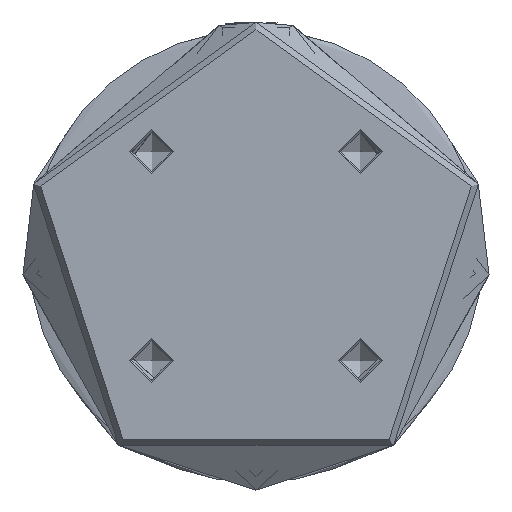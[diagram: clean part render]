
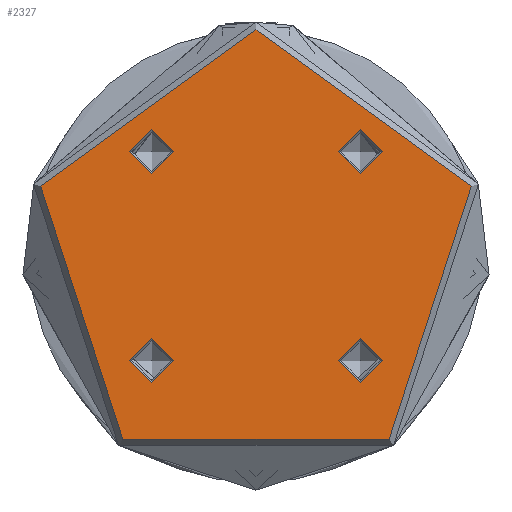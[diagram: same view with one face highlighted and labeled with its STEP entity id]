
A CAD part, front view. The second image highlights one B-rep face of the part: STEP entity #2327.
In plain terms, the highlighted face is planar.
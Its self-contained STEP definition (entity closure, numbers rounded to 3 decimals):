
#2 = ORIENTED_EDGE ( 'NONE', *, *, #4596, .F. ) ;
#89 = EDGE_LOOP ( 'NONE', ( #2 ) ) ;
#267 = FACE_OUTER_BOUND ( 'NONE', #3926, .T. ) ;
#269 = CARTESIAN_POINT ( 'NONE',  ( 16.713, 21.213, 0. ) ) ;
#314 = CIRCLE ( 'NONE', #3708, 4.5 ) ;
#317 = CIRCLE ( 'NONE', #5450, 4.5 ) ;
#332 = FACE_BOUND ( 'NONE', #1834, .T. ) ;
#401 = FACE_BOUND ( 'NONE', #89, .T. ) ;
#418 = CARTESIAN_POINT ( 'NONE',  ( -21.213, 21.213, 0. ) ) ;
#453 = CARTESIAN_POINT ( 'NONE',  ( 0., 0., 0. ) ) ;
#501 = DIRECTION ( 'NONE',  ( 0., 0., 1. ) ) ;
#526 = EDGE_CURVE ( 'NONE', #2015, #2015, #5001, .T. ) ;
#529 = EDGE_CURVE ( 'NONE', #4571, #4571, #314, .T. ) ;
#533 = FACE_BOUND ( 'NONE', #3520, .T. ) ;
#602 = FACE_BOUND ( 'NONE', #4665, .T. ) ;
#621 = ORIENTED_EDGE ( 'NONE', *, *, #2513, .T. ) ;
#852 = DIRECTION ( 'NONE',  ( 1., 0., 0. ) ) ;
#887 = DIRECTION ( 'NONE',  ( 1., 0., 0. ) ) ;
#1168 = CARTESIAN_POINT ( 'NONE',  ( 46., 0., 0. ) ) ;
#1665 = AXIS2_PLACEMENT_3D ( 'NONE', #453, #3480, #887 ) ;
#1784 = VERTEX_POINT ( 'NONE', #1168 ) ;
#1785 = VERTEX_POINT ( 'NONE', #3754 ) ;
#1834 = EDGE_LOOP ( 'NONE', ( #2301 ) ) ;
#1847 = DIRECTION ( 'NONE',  ( 0., 0., -1. ) ) ;
#1903 = CARTESIAN_POINT ( 'NONE',  ( -21.213, -21.213, 0. ) ) ;
#2015 = VERTEX_POINT ( 'NONE', #269 ) ;
#2101 = DIRECTION ( 'NONE',  ( 0., 0., -1. ) ) ;
#2301 = ORIENTED_EDGE ( 'NONE', *, *, #526, .F. ) ;
#2327 = ADVANCED_FACE ( 'NONE', ( #332, #602, #533, #401, #267 ), #3765, .F. ) ;
#2330 = DIRECTION ( 'NONE',  ( 1., 0., 0. ) ) ;
#2424 = EDGE_CURVE ( 'NONE', #1785, #1785, #317, .T. ) ;
#2513 = EDGE_CURVE ( 'NONE', #1784, #1784, #3389, .T. ) ;
#2530 = VERTEX_POINT ( 'NONE', #5025 ) ;
#2864 = AXIS2_PLACEMENT_3D ( 'NONE', #3116, #501, #3525 ) ;
#3116 = CARTESIAN_POINT ( 'NONE',  ( 21.213, 21.213, 0. ) ) ;
#3312 = CARTESIAN_POINT ( 'NONE',  ( 16.713, -21.213, 0. ) ) ;
#3389 = CIRCLE ( 'NONE', #1665, 46. ) ;
#3439 = DIRECTION ( 'NONE',  ( 0., 0., -1. ) ) ;
#3480 = DIRECTION ( 'NONE',  ( 0., 0., 1. ) ) ;
#3520 = EDGE_LOOP ( 'NONE', ( #5357 ) ) ;
#3525 = DIRECTION ( 'NONE',  ( -1., 0., 0. ) ) ;
#3708 = AXIS2_PLACEMENT_3D ( 'NONE', #4376, #1847, #4798 ) ;
#3754 = CARTESIAN_POINT ( 'NONE',  ( -16.713, 21.213, 0. ) ) ;
#3765 = PLANE ( 'NONE',  #5164 ) ;
#3926 = EDGE_LOOP ( 'NONE', ( #621 ) ) ;
#4127 = AXIS2_PLACEMENT_3D ( 'NONE', #1903, #4845, #2330 ) ;
#4253 = ORIENTED_EDGE ( 'NONE', *, *, #2424, .T. ) ;
#4376 = CARTESIAN_POINT ( 'NONE',  ( 21.213, -21.213, 0. ) ) ;
#4515 = CIRCLE ( 'NONE', #4127, 4.5 ) ;
#4571 = VERTEX_POINT ( 'NONE', #3312 ) ;
#4596 = EDGE_CURVE ( 'NONE', #2530, #2530, #4515, .T. ) ;
#4616 = CARTESIAN_POINT ( 'NONE',  ( 0., 0., 0. ) ) ;
#4665 = EDGE_LOOP ( 'NONE', ( #4253 ) ) ;
#4798 = DIRECTION ( 'NONE',  ( -1., 0., 0. ) ) ;
#4845 = DIRECTION ( 'NONE',  ( 0., 0., 1. ) ) ;
#5001 = CIRCLE ( 'NONE', #2864, 4.5 ) ;
#5020 = DIRECTION ( 'NONE',  ( -1., 0., 0. ) ) ;
#5025 = CARTESIAN_POINT ( 'NONE',  ( -16.713, -21.213, 0. ) ) ;
#5164 = AXIS2_PLACEMENT_3D ( 'NONE', #4616, #2101, #5020 ) ;
#5357 = ORIENTED_EDGE ( 'NONE', *, *, #529, .T. ) ;
#5450 = AXIS2_PLACEMENT_3D ( 'NONE', #418, #3439, #852 ) ;
